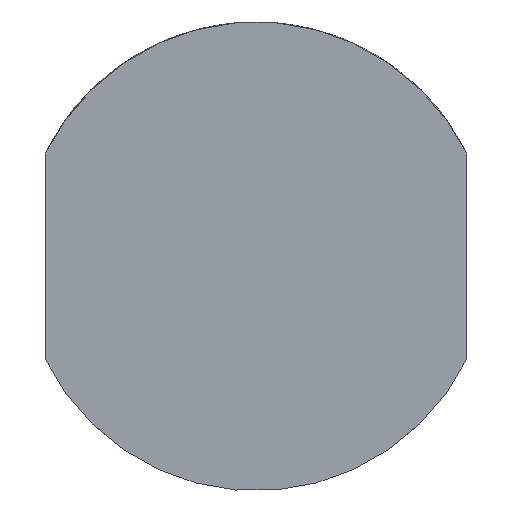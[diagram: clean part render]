
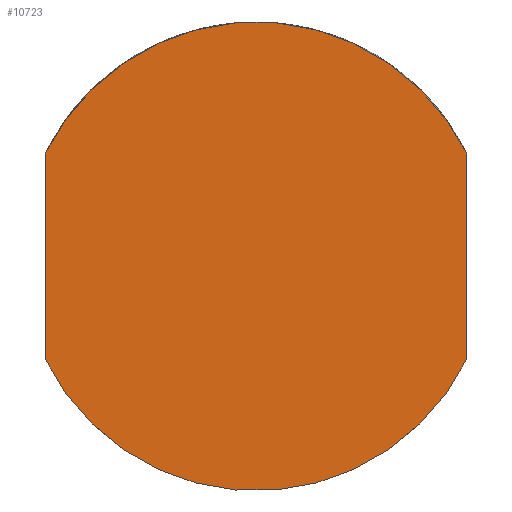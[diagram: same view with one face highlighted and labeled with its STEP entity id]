
A CAD part, front view. The second image highlights one B-rep face of the part: STEP entity #10723.
In plain terms, the highlighted planar face has unit normal (0, -1, 0).
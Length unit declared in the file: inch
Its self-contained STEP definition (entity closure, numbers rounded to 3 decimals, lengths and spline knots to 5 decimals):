
#3716=DIRECTION('',(0.,0.,1.));
#3717=VECTOR('',#3716,1.22385);
#3718=CARTESIAN_POINT('',(1.25984,-0.82677,
-0.61192));
#3719=LINE('',#3718,#3717);
#3720=CARTESIAN_POINT('',(0.,-0.82677,0.));
#3721=DIRECTION('',(0.,-1.,0.));
#3722=DIRECTION('',(-0.9,0.,-0.437));
#3723=AXIS2_PLACEMENT_3D('',#3720,#3721,#3722);
#3725=DIRECTION('',(0.,0.,-1.));
#3726=VECTOR('',#3725,1.22385);
#3727=CARTESIAN_POINT('',(-1.25984,-0.82677,
0.61192));
#3728=LINE('',#3727,#3726);
#3729=CARTESIAN_POINT('',(0.,-0.82677,0.));
#3730=DIRECTION('',(0.,-1.,0.));
#3731=DIRECTION('',(0.9,0.,0.437));
#3732=AXIS2_PLACEMENT_3D('',#3729,#3730,#3731);
#4137=CARTESIAN_POINT('',(1.25984,-0.82677,
-0.61192));
#4138=CARTESIAN_POINT('',(1.25984,-0.82677,
0.61192));
#4139=VERTEX_POINT('',#4137);
#4140=VERTEX_POINT('',#4138);
#4141=CARTESIAN_POINT('',(-1.25984,-0.82677,
0.61192));
#4142=VERTEX_POINT('',#4141);
#4143=CARTESIAN_POINT('',(-1.25984,-0.82677,
-0.61192));
#4144=VERTEX_POINT('',#4143);
#10712=CARTESIAN_POINT('',(0.,-0.82677,0.));
#10713=DIRECTION('',(0.,-1.,0.));
#10714=DIRECTION('',(0.,0.,-1.));
#10715=AXIS2_PLACEMENT_3D('',#10712,#10713,#10714);
#10716=PLANE('',#10715);
#10717=ORIENTED_EDGE('',*,*,#4304,.F.);
#10718=ORIENTED_EDGE('',*,*,#4262,.F.);
#10719=ORIENTED_EDGE('',*,*,#4973,.F.);
#10720=ORIENTED_EDGE('',*,*,#4274,.F.);
#10721=EDGE_LOOP('',(#10717,#10718,#10719,#10720));
#10722=FACE_OUTER_BOUND('',#10721,.F.);
#10723=ADVANCED_FACE('',(#10722),#10716,.T.);
#3724=CIRCLE('',#3723,1.40059);
#3733=CIRCLE('',#3732,1.40059);
#4262=EDGE_CURVE('',#4144,#4139,#3724,.T.);
#4274=EDGE_CURVE('',#4140,#4142,#3733,.T.);
#4304=EDGE_CURVE('',#4139,#4140,#3719,.T.);
#4973=EDGE_CURVE('',#4142,#4144,#3728,.T.);
